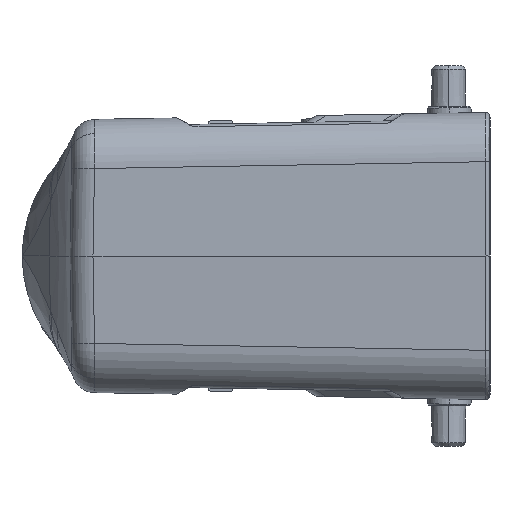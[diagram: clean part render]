
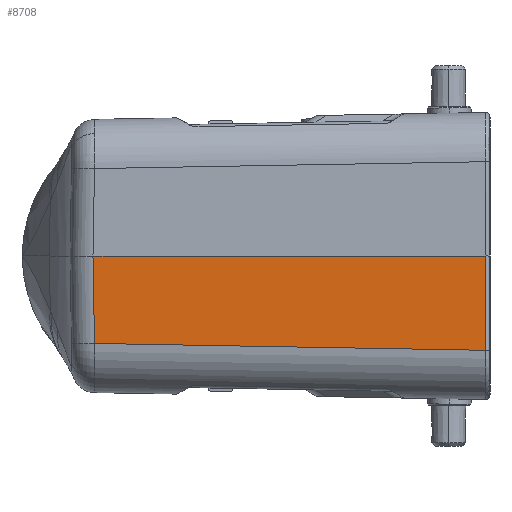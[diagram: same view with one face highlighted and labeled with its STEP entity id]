
A CAD part, left-side view. The second image highlights one B-rep face of the part: STEP entity #8708.
In plain terms, the highlighted planar face has unit normal (-1, 0.018, -0.017).
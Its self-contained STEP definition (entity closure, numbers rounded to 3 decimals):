
#1083=DIRECTION('',(-0.017,0.,1.));
#1084=VECTOR('',#1083,14.124);
#1085=CARTESIAN_POINT('',(-46.493,70.609,
-14.121));
#1086=LINE('',#1085,#1084);
#1095=DIRECTION('',(0.017,1.,0.017));
#1096=VECTOR('',#1095,58.642);
#1097=CARTESIAN_POINT('',(-46.493,70.609,
-14.121));
#1098=LINE('',#1097,#1096);
#1099=DIRECTION('',(-0.017,0.017,1.));
#1100=VECTOR('',#1099,13.102);
#1101=CARTESIAN_POINT('',(-45.487,129.233,
-13.098));
#1102=LINE('',#1101,#1100);
#1103=DIRECTION('',(-0.017,-1.,0.));
#1104=VECTOR('',#1103,58.862);
#1105=CARTESIAN_POINT('',(-45.712,129.462,
0.));
#1106=LINE('',#1105,#1104);
#1122=CARTESIAN_POINT('',(-45.487,129.233,
-13.098));
#6484=CARTESIAN_POINT('',(-45.712,129.462,
0.));
#6485=VERTEX_POINT('',#6484);
#6487=CARTESIAN_POINT('',(-46.739,70.609,
0.));
#6488=VERTEX_POINT('',#6487);
#6489=CARTESIAN_POINT('',(-46.493,70.609,
-14.121));
#6490=VERTEX_POINT('',#6489);
#6502=VERTEX_POINT('',#1122);
#8695=CARTESIAN_POINT('',(-46.792,70.,2.412));
#8696=DIRECTION('',(-1.,0.017,-0.017));
#8697=DIRECTION('',(0.017,0.,-1.));
#8698=AXIS2_PLACEMENT_3D('',#8695,#8696,#8697);
#8699=PLANE('',#8698);
#8700=ORIENTED_EDGE('',*,*,#8688,.F.);
#8701=ORIENTED_EDGE('',*,*,#8663,.T.);
#8703=ORIENTED_EDGE('',*,*,#8702,.T.);
#8705=ORIENTED_EDGE('',*,*,#8704,.T.);
#8706=EDGE_LOOP('',(#8700,#8701,#8703,#8705));
#8707=FACE_OUTER_BOUND('',#8706,.F.);
#8708=ADVANCED_FACE('',(#8707),#8699,.T.);
#8663=EDGE_CURVE('',#6490,#6502,#1098,.T.);
#8688=EDGE_CURVE('',#6490,#6488,#1086,.T.);
#8702=EDGE_CURVE('',#6502,#6485,#1102,.T.);
#8704=EDGE_CURVE('',#6485,#6488,#1106,.T.);
